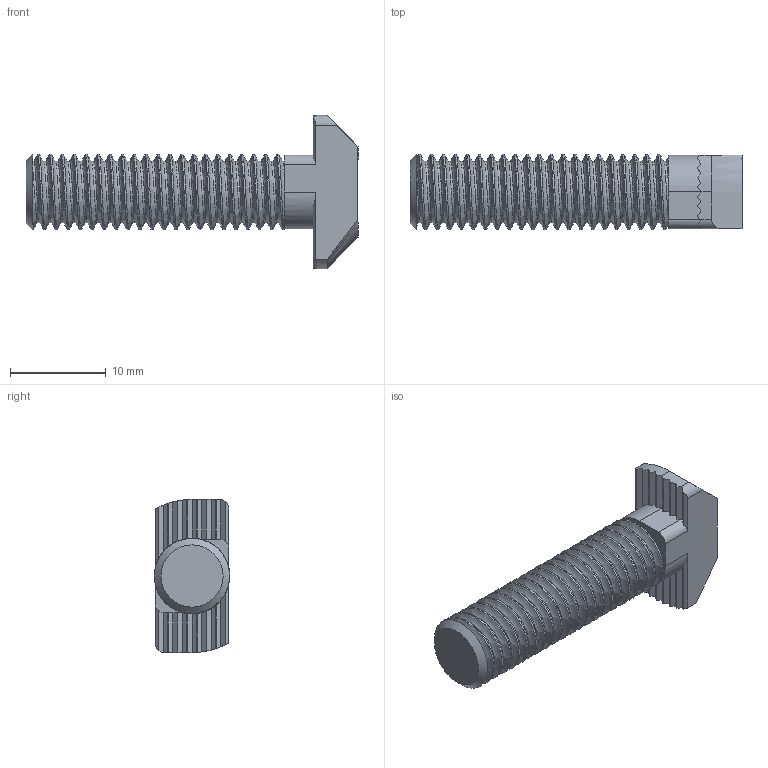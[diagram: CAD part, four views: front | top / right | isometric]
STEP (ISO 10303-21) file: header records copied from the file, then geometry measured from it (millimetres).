
FILE_DESCRIPTION(/* description */ (''),/* implementation_level */ '2;1');
FILE_NAME(/* name */ 'M8X25HHS-0.step',/* time_stamp */ '2020-09-15T16:43:44-04:00',/* author */ (''),/* organization */ (''),/* preprocessor_version */ 'ST-DEVELOPER v18.1',/* originating_system */ 'Autodesk Translation Framework v9.3.0.1241',/* authorisation */ '');
FILE_SCHEMA (('AUTOMOTIVE_DESIGN { 1 0 10303 214 3 1 1 }'));
Length unit declared in the file: millimetre
Products named in the file (2): M8X25HHS-0; M8X25 Hammer Head 096HK0830M0825 v1
Assembly tree (1 placements, depth 2):
  M8X25HHS-0
    M8X25 Hammer Head 096HK0830M0825 v1
Bounding box: 34.7 x 7.88 x 16 mm (x, y, z)
Volume: 1710.2 mm3; surface area: 1497.9 mm2
Topology: 1 solids, 1 shells, 116 faces, 335 edges, 221 vertices
Faces by surface type: cylinder 68, plane 43, bspline 4, cone 1
Full cylindrical faces by diameter (mm): 6.446 x8, 7.866 x14
Entity records: 6705 total; most frequent: CARTESIAN_POINT 3749, ORIENTED_EDGE 670, DIRECTION 527, EDGE_CURVE 335, VERTEX_POINT 221, AXIS2_PLACEMENT_3D 191, LINE 145, VECTOR 145
